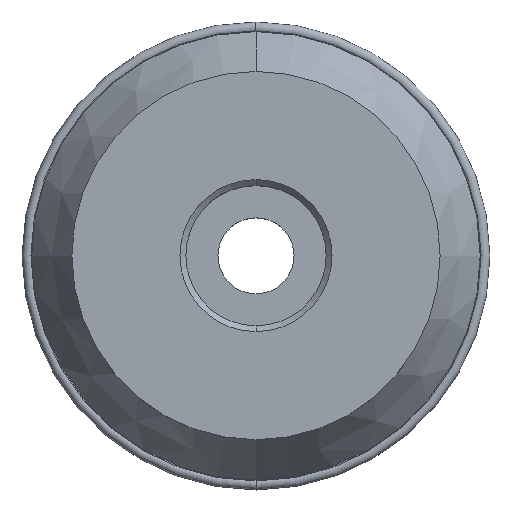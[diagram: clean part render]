
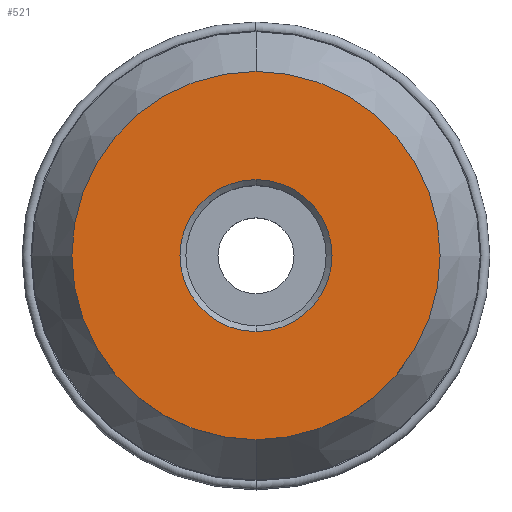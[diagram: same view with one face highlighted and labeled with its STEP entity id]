
A CAD part, top view. The second image highlights one B-rep face of the part: STEP entity #521.
In plain terms, the highlighted planar face has unit normal (0, 0, 1).
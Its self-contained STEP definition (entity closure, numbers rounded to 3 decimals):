
#205=VERTEX_POINT('',#558);
#207=EDGE_CURVE('',#205,#491,#560,.T.);
#333=VERTEX_POINT('',#706);
#357=VERTEX_POINT('',#732);
#383=EDGE_CURVE('',#357,#333,#759,.T.);
#451=EDGE_CURVE('',#491,#205,#834,.T.);
#475=EDGE_CURVE('',#333,#357,#859,.T.);
#491=VERTEX_POINT('',#876);
#521=ADVANCED_FACE('',(#908,#909),#910,.T.);
#558=CARTESIAN_POINT('',(0.0,25.0,0.0));
#560=CIRCLE('',#943,25.0);
#706=CARTESIAN_POINT('',(0.0,10.319,0.0));
#732=CARTESIAN_POINT('',(0.,-10.319,0.0));
#759=CIRCLE('',#1189,10.319);
#834=CIRCLE('',#1291,25.0);
#859=CIRCLE('',#1326,10.319);
#876=CARTESIAN_POINT('',(0.,-25.0,0.0));
#908=FACE_BOUND('',#1388,.T.);
#909=FACE_OUTER_BOUND('',#1389,.T.);
#910=PLANE('',#1390);
#943=AXIS2_PLACEMENT_3D('',#1424,#1425,#1426);
#1189=AXIS2_PLACEMENT_3D('',#1697,#1698,#1699);
#1291=AXIS2_PLACEMENT_3D('',#1808,#1809,#1810);
#1326=AXIS2_PLACEMENT_3D('',#1836,#1837,#1838);
#1388=EDGE_LOOP('',(#1885,#1886));
#1389=EDGE_LOOP('',(#1887,#1888));
#1390=AXIS2_PLACEMENT_3D('',#1889,#1890,#1891);
#1424=CARTESIAN_POINT('',(0.0,0.0,0.0));
#1425=DIRECTION('',(0.0,0.0,-1.0));
#1426=DIRECTION('',(0.0,1.0,0.0));
#1697=CARTESIAN_POINT('',(0.0,0.0,0.0));
#1698=DIRECTION('',(-0.0,0.0,-1.0));
#1699=DIRECTION('',(0.0,1.0,0.0));
#1808=CARTESIAN_POINT('',(0.0,0.0,0.0));
#1809=DIRECTION('',(0.0,0.0,-1.0));
#1810=DIRECTION('',(0.0,1.0,0.0));
#1836=CARTESIAN_POINT('',(0.0,0.0,0.0));
#1837=DIRECTION('',(-0.0,0.0,-1.0));
#1838=DIRECTION('',(0.0,1.0,0.0));
#1885=ORIENTED_EDGE('',*,*,#475,.T.);
#1886=ORIENTED_EDGE('',*,*,#383,.T.);
#1887=ORIENTED_EDGE('',*,*,#207,.F.);
#1888=ORIENTED_EDGE('',*,*,#451,.F.);
#1889=CARTESIAN_POINT('',(0.0,12.5,0.0));
#1890=DIRECTION('',(-0.0,0.0,1.0));
#1891=DIRECTION('',(0.0,-1.0,0.0));
